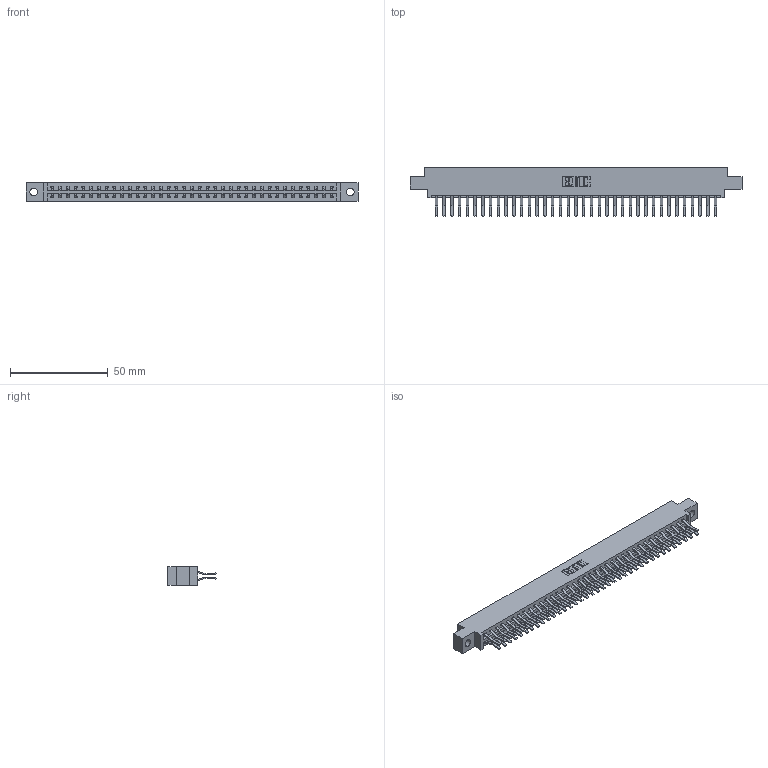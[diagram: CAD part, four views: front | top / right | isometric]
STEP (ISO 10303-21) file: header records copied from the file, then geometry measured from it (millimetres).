
FILE_DESCRIPTION (( 'STEP AP203' ), '1' );
FILE_NAME ('337-074-560-804.STEP', '2019-10-15T12:56:02', ( '' ), ( '' ), 'SwSTEP 2.0', 'SolidWorks 2016', '' );
FILE_SCHEMA (( 'CONFIG_CONTROL_DESIGN' ));
Length unit declared in the file: inch
Products named in the file (3): 345-292-001_560 Tail; 337 Part_0.170 Offset - 0.156 Dia-TH; 337-074-560-804
Assembly tree (75 placements, depth 2):
  337-074-560-804
    337 Part_0.170 Offset - 0.156 Dia-TH
    345-292-001_560 Tail  x74
Bounding box: 169.62 x 24.78 x 9.4 mm (x, y, z)
Volume: 18089.2 mm3; surface area: 21710.3 mm2
Topology: 75 solids, 75 shells, 4262 faces, 12681 edges, 8354 vertices
Faces by surface type: plane 2886, cylinder 1376
Entity records: 29557 total; most frequent: CARTESIAN_POINT 4986, ORIENTED_EDGE 4922, DIRECTION 4253, EDGE_CURVE 2461, LINE 2329, VECTOR 2329, VERTEX_POINT 1638, AXIS2_PLACEMENT_3D 962
